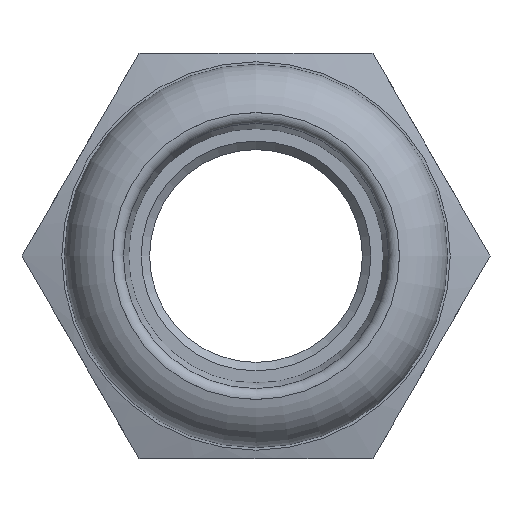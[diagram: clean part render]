
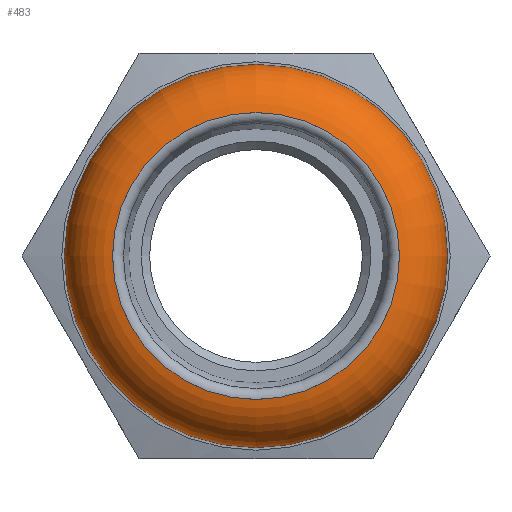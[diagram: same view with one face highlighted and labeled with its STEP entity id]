
A CAD part, front view. The second image highlights one B-rep face of the part: STEP entity #483.
In plain terms, the highlighted toroidal (fillet/blend) face has major radius 8.025 mm and minor radius 3.33 mm.
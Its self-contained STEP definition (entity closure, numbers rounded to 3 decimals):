
#49=TOROIDAL_SURFACE('',#534,8.025,3.33);
#55=FACE_OUTER_BOUND('',#83,.T.);
#83=EDGE_LOOP('',(#328,#329,#330,#331,#332,#333));
#153=CIRCLE('',#532,8.495);
#154=CIRCLE('',#533,8.495);
#155=CIRCLE('',#535,9.15);
#156=CIRCLE('',#536,9.15);
#157=CIRCLE('',#537,3.33);
#196=VERTEX_POINT('',#768);
#197=VERTEX_POINT('',#770);
#198=VERTEX_POINT('',#774);
#199=VERTEX_POINT('',#775);
#249=EDGE_CURVE('',#197,#196,#153,.T.);
#250=EDGE_CURVE('',#196,#197,#154,.T.);
#251=EDGE_CURVE('',#198,#199,#155,.T.);
#252=EDGE_CURVE('',#199,#198,#156,.T.);
#253=EDGE_CURVE('',#199,#196,#157,.T.);
#328=ORIENTED_EDGE('',*,*,#251,.F.);
#329=ORIENTED_EDGE('',*,*,#252,.F.);
#330=ORIENTED_EDGE('',*,*,#253,.T.);
#331=ORIENTED_EDGE('',*,*,#250,.T.);
#332=ORIENTED_EDGE('',*,*,#249,.T.);
#333=ORIENTED_EDGE('',*,*,#253,.F.);
#483=ADVANCED_FACE('',(#55),#49,.T.);
#532=AXIS2_PLACEMENT_3D('',#771,#608,#609);
#533=AXIS2_PLACEMENT_3D('',#772,#610,#611);
#534=AXIS2_PLACEMENT_3D('',#773,#612,#613);
#535=AXIS2_PLACEMENT_3D('',#776,#614,#615);
#536=AXIS2_PLACEMENT_3D('',#777,#616,#617);
#537=AXIS2_PLACEMENT_3D('',#778,#618,#619);
#608=DIRECTION('center_axis',(0.,1.,0.));
#609=DIRECTION('ref_axis',(1.,0.,0.));
#610=DIRECTION('center_axis',(0.,1.,0.));
#611=DIRECTION('ref_axis',(1.,0.,0.));
#612=DIRECTION('center_axis',(0.,1.,0.));
#613=DIRECTION('ref_axis',(0.,0.,1.));
#614=DIRECTION('center_axis',(0.,1.,0.));
#615=DIRECTION('ref_axis',(0.,0.,1.));
#616=DIRECTION('center_axis',(0.,1.,0.));
#617=DIRECTION('ref_axis',(0.,0.,1.));
#618=DIRECTION('center_axis',(-1.,0.,0.));
#619=DIRECTION('ref_axis',(0.,0.,-1.));
#768=CARTESIAN_POINT('',(0.,0.,-8.495));
#770=CARTESIAN_POINT('',(0.,0.,8.495));
#771=CARTESIAN_POINT('Origin',(0.,0.,0.));
#772=CARTESIAN_POINT('Origin',(0.,0.,0.));
#773=CARTESIAN_POINT('Origin',(0.,3.297,0.));
#774=CARTESIAN_POINT('',(0.,6.431,9.15));
#775=CARTESIAN_POINT('',(0.,6.431,-9.15));
#776=CARTESIAN_POINT('Origin',(0.,6.431,0.));
#777=CARTESIAN_POINT('Origin',(0.,6.431,0.));
#778=CARTESIAN_POINT('Origin',(0.,3.297,-8.025));
